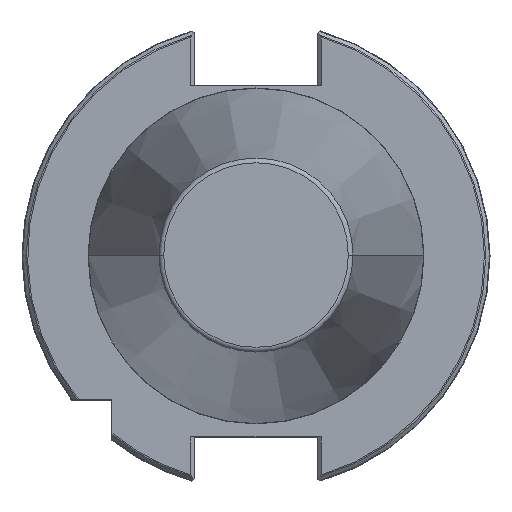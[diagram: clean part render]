
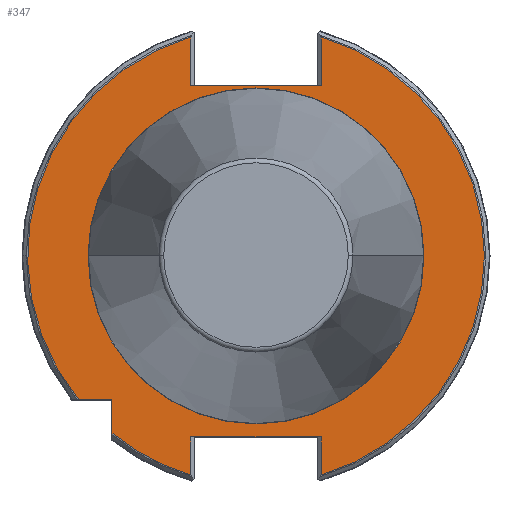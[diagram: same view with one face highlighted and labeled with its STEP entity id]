
A CAD part, top view. The second image highlights one B-rep face of the part: STEP entity #347.
In plain terms, the highlighted planar face has unit normal (0, 0, 1).
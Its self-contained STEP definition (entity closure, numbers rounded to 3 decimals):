
#19 = LINE ( 'NONE', #3297, #2736 ) ;
#23 = EDGE_CURVE ( 'NONE', #560, #831, #3103, .T. ) ;
#165 = VERTEX_POINT ( 'NONE', #2007 ) ;
#173 = CARTESIAN_POINT ( 'NONE',  ( 13.55, -37.7, -3.2 ) ) ;
#190 = CARTESIAN_POINT ( 'NONE',  ( 13.55, -45.614, -3.2 ) ) ;
#241 = EDGE_CURVE ( 'NONE', #1758, #1520, #3313, .T. ) ;
#347 = ADVANCED_FACE ( 'NONE', ( #1112, #2506 ), #2941, .T. ) ;
#459 = DIRECTION ( 'NONE',  ( 1., 0., 0. ) ) ;
#473 = DIRECTION ( 'NONE',  ( 1., 0., 0. ) ) ;
#485 = DIRECTION ( 'NONE',  ( 0., 0., 1. ) ) ;
#534 = CARTESIAN_POINT ( 'NONE',  ( -36.936, -30., -3.2 ) ) ;
#548 = CARTESIAN_POINT ( 'NONE',  ( 0., 0., -3.2 ) ) ;
#549 = LINE ( 'NONE', #3253, #3267 ) ;
#560 = VERTEX_POINT ( 'NONE', #1105 ) ;
#629 = CIRCLE ( 'NONE', #1519, 47.584 ) ;
#631 = DIRECTION ( 'NONE',  ( 0., 0., 1. ) ) ;
#668 = VERTEX_POINT ( 'NONE', #173 ) ;
#721 = DIRECTION ( 'NONE',  ( 0., 1., 0. ) ) ;
#729 = EDGE_CURVE ( 'NONE', #831, #560, #2908, .T. ) ;
#745 = ORIENTED_EDGE ( 'NONE', *, *, #729, .F. ) ;
#763 = CIRCLE ( 'NONE', #1049, 47.584 ) ;
#831 = VERTEX_POINT ( 'NONE', #3246 ) ;
#836 = DIRECTION ( 'NONE',  ( 1., 0., 0. ) ) ;
#844 = ORIENTED_EDGE ( 'NONE', *, *, #1380, .T. ) ;
#872 = CARTESIAN_POINT ( 'NONE',  ( -30., -36.936, -3.2 ) ) ;
#888 = DIRECTION ( 'NONE',  ( 1., 0., 0. ) ) ;
#898 = CARTESIAN_POINT ( 'NONE',  ( 13.55, 45.614, -3.2 ) ) ;
#924 = AXIS2_PLACEMENT_3D ( 'NONE', #548, #485, #459 ) ;
#951 = DIRECTION ( 'NONE',  ( 1., 0., 0. ) ) ;
#966 = DIRECTION ( 'NONE',  ( 0., 0., 1. ) ) ;
#967 = CARTESIAN_POINT ( 'NONE',  ( 0., 0., -3.2 ) ) ;
#975 = DIRECTION ( 'NONE',  ( 0., 0., 1. ) ) ;
#998 = CARTESIAN_POINT ( 'NONE',  ( 13.55, 35.5, -3.2 ) ) ;
#1036 = EDGE_CURVE ( 'NONE', #2040, #2359, #763, .T. ) ;
#1041 = CARTESIAN_POINT ( 'NONE',  ( 47.584, 0., -3.2 ) ) ;
#1049 = AXIS2_PLACEMENT_3D ( 'NONE', #1388, #1422, #1263 ) ;
#1077 = ORIENTED_EDGE ( 'NONE', *, *, #3371, .T. ) ;
#1083 = CARTESIAN_POINT ( 'NONE',  ( 0., 0., -3.2 ) ) ;
#1088 = EDGE_CURVE ( 'NONE', #2984, #2040, #1324, .T. ) ;
#1105 = CARTESIAN_POINT ( 'NONE',  ( -35., 0., -3.2 ) ) ;
#1112 = FACE_OUTER_BOUND ( 'NONE', #1247, .T. ) ;
#1138 = DIRECTION ( 'NONE',  ( 0., -1., 0. ) ) ;
#1169 = ORIENTED_EDGE ( 'NONE', *, *, #1976, .T. ) ;
#1186 = VECTOR ( 'NONE', #721, 1000. ) ;
#1247 = EDGE_LOOP ( 'NONE', ( #3199, #3268, #3377, #3201, #844, #3057, #1506, #1077, #2123, #1169, #2750, #3175 ) ) ;
#1257 = AXIS2_PLACEMENT_3D ( 'NONE', #1468, #1667, #836 ) ;
#1263 = DIRECTION ( 'NONE',  ( 1., 0., 0. ) ) ;
#1279 = CARTESIAN_POINT ( 'NONE',  ( 0., 0., -3.2 ) ) ;
#1284 = VECTOR ( 'NONE', #1802, 1000. ) ;
#1324 = CIRCLE ( 'NONE', #1762, 47.584 ) ;
#1362 = LINE ( 'NONE', #2703, #1899 ) ;
#1373 = EDGE_CURVE ( 'NONE', #165, #3197, #629, .T. ) ;
#1380 = EDGE_CURVE ( 'NONE', #668, #2984, #2657, .T. ) ;
#1388 = CARTESIAN_POINT ( 'NONE',  ( 0., 0., -3.2 ) ) ;
#1403 = VERTEX_POINT ( 'NONE', #1554 ) ;
#1421 = VERTEX_POINT ( 'NONE', #998 ) ;
#1422 = DIRECTION ( 'NONE',  ( 0., 0., 1. ) ) ;
#1450 = EDGE_CURVE ( 'NONE', #2063, #3197, #3181, .T. ) ;
#1468 = CARTESIAN_POINT ( 'NONE',  ( 0., 0., -3.2 ) ) ;
#1506 = ORIENTED_EDGE ( 'NONE', *, *, #1036, .T. ) ;
#1519 = AXIS2_PLACEMENT_3D ( 'NONE', #1279, #966, #473 ) ;
#1520 = VERTEX_POINT ( 'NONE', #2372 ) ;
#1530 = CARTESIAN_POINT ( 'NONE',  ( -13.55, 45.816, -3.2 ) ) ;
#1539 = DIRECTION ( 'NONE',  ( -1., 0., 0. ) ) ;
#1549 = CARTESIAN_POINT ( 'NONE',  ( 0., 35.5, -3.2 ) ) ;
#1554 = CARTESIAN_POINT ( 'NONE',  ( -13.55, -37.7, -3.2 ) ) ;
#1578 = CARTESIAN_POINT ( 'NONE',  ( -30., -30., -3.2 ) ) ;
#1667 = DIRECTION ( 'NONE',  ( 0., 0., 1. ) ) ;
#1668 = AXIS2_PLACEMENT_3D ( 'NONE', #1083, #631, #888 ) ;
#1758 = VERTEX_POINT ( 'NONE', #872 ) ;
#1762 = AXIS2_PLACEMENT_3D ( 'NONE', #967, #975, #951 ) ;
#1802 = DIRECTION ( 'NONE',  ( 0., -1., 0. ) ) ;
#1830 = CARTESIAN_POINT ( 'NONE',  ( 0., -37.7, -3.2 ) ) ;
#1833 = DIRECTION ( 'NONE',  ( 1., 0., 0. ) ) ;
#1899 = VECTOR ( 'NONE', #1138, 1000. ) ;
#1911 = EDGE_CURVE ( 'NONE', #1520, #1403, #19, .T. ) ;
#1976 = EDGE_CURVE ( 'NONE', #3123, #165, #3347, .T. ) ;
#2007 = CARTESIAN_POINT ( 'NONE',  ( -13.55, 45.614, -3.2 ) ) ;
#2040 = VERTEX_POINT ( 'NONE', #1041 ) ;
#2044 = EDGE_CURVE ( 'NONE', #1403, #668, #3100, .T. ) ;
#2063 = VERTEX_POINT ( 'NONE', #1578 ) ;
#2093 = DIRECTION ( 'NONE',  ( 1., 0., 0. ) ) ;
#2123 = ORIENTED_EDGE ( 'NONE', *, *, #3019, .T. ) ;
#2231 = DIRECTION ( 'NONE',  ( 0., 0., 1. ) ) ;
#2265 = LINE ( 'NONE', #1549, #2704 ) ;
#2271 = EDGE_CURVE ( 'NONE', #2063, #1758, #1362, .T. ) ;
#2342 = VECTOR ( 'NONE', #2093, 1000. ) ;
#2359 = VERTEX_POINT ( 'NONE', #898 ) ;
#2372 = CARTESIAN_POINT ( 'NONE',  ( -13.55, -45.614, -3.2 ) ) ;
#2421 = VECTOR ( 'NONE', #2578, 1000. ) ;
#2436 = ORIENTED_EDGE ( 'NONE', *, *, #23, .F. ) ;
#2506 = FACE_BOUND ( 'NONE', #2757, .T. ) ;
#2578 = DIRECTION ( 'NONE',  ( -1., 0., 0. ) ) ;
#2657 = LINE ( 'NONE', #3097, #1284 ) ;
#2703 = CARTESIAN_POINT ( 'NONE',  ( -30., -30., -3.2 ) ) ;
#2704 = VECTOR ( 'NONE', #1539, 1000. ) ;
#2736 = VECTOR ( 'NONE', #3052, 1000. ) ;
#2750 = ORIENTED_EDGE ( 'NONE', *, *, #1373, .T. ) ;
#2757 = EDGE_LOOP ( 'NONE', ( #745, #2436 ) ) ;
#2828 = CARTESIAN_POINT ( 'NONE',  ( -30., -30., -3.2 ) ) ;
#2908 = CIRCLE ( 'NONE', #924, 35. ) ;
#2941 = PLANE ( 'NONE',  #2990 ) ;
#2984 = VERTEX_POINT ( 'NONE', #190 ) ;
#2990 = AXIS2_PLACEMENT_3D ( 'NONE', #3003, #2231, #1833 ) ;
#3000 = DIRECTION ( 'NONE',  ( 0., -1., 0. ) ) ;
#3003 = CARTESIAN_POINT ( 'NONE',  ( 0., 0., -3.2 ) ) ;
#3019 = EDGE_CURVE ( 'NONE', #1421, #3123, #2265, .T. ) ;
#3052 = DIRECTION ( 'NONE',  ( 0., 1., 0. ) ) ;
#3057 = ORIENTED_EDGE ( 'NONE', *, *, #1088, .T. ) ;
#3097 = CARTESIAN_POINT ( 'NONE',  ( 13.55, -45.816, -3.2 ) ) ;
#3100 = LINE ( 'NONE', #1830, #2342 ) ;
#3103 = CIRCLE ( 'NONE', #1668, 35. ) ;
#3123 = VERTEX_POINT ( 'NONE', #3402 ) ;
#3175 = ORIENTED_EDGE ( 'NONE', *, *, #1450, .F. ) ;
#3181 = LINE ( 'NONE', #2828, #2421 ) ;
#3197 = VERTEX_POINT ( 'NONE', #534 ) ;
#3199 = ORIENTED_EDGE ( 'NONE', *, *, #2271, .T. ) ;
#3201 = ORIENTED_EDGE ( 'NONE', *, *, #2044, .T. ) ;
#3246 = CARTESIAN_POINT ( 'NONE',  ( 35., 0., -3.2 ) ) ;
#3253 = CARTESIAN_POINT ( 'NONE',  ( 13.55, 0., -3.2 ) ) ;
#3267 = VECTOR ( 'NONE', #3000, 1000. ) ;
#3268 = ORIENTED_EDGE ( 'NONE', *, *, #241, .T. ) ;
#3297 = CARTESIAN_POINT ( 'NONE',  ( -13.55, 0., -3.2 ) ) ;
#3313 = CIRCLE ( 'NONE', #1257, 47.584 ) ;
#3347 = LINE ( 'NONE', #1530, #1186 ) ;
#3371 = EDGE_CURVE ( 'NONE', #2359, #1421, #549, .T. ) ;
#3377 = ORIENTED_EDGE ( 'NONE', *, *, #1911, .T. ) ;
#3402 = CARTESIAN_POINT ( 'NONE',  ( -13.55, 35.5, -3.2 ) ) ;
